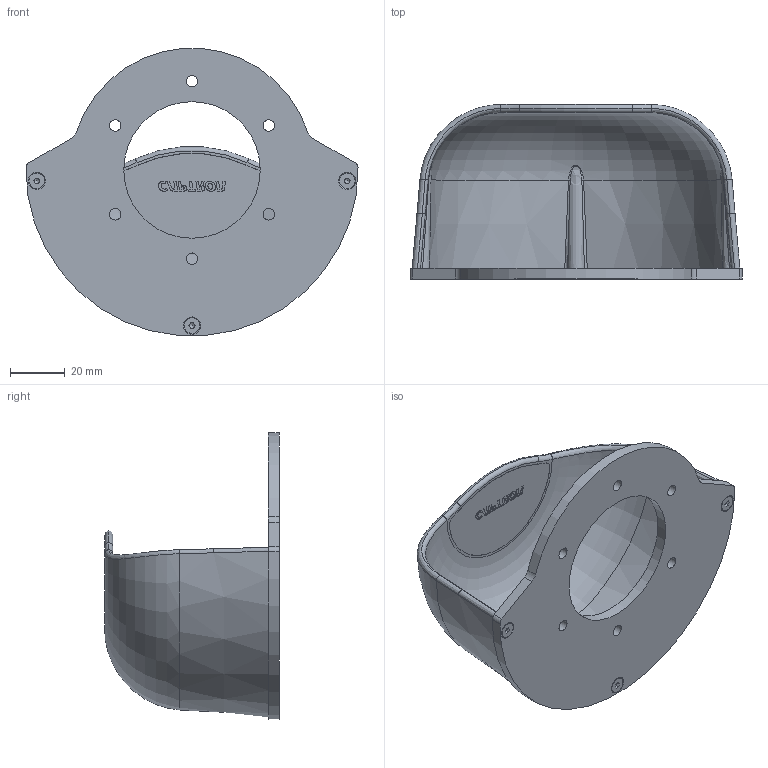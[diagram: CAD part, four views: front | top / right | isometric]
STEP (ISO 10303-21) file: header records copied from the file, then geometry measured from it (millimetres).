
FILE_DESCRIPTION (( 'STEP AP203' ), '1' );
FILE_NAME ('CAP004589-00 -A.STEP', '2025-08-04T07:36:39', ( '' ), ( '' ), 'SwSTEP 2.0', 'SolidWorks 2024', '' );
FILE_SCHEMA (( 'CONFIG_CONTROL_DESIGN' ));
Length unit declared in the file: millimetre
Products named in the file (4): socket countersunk head screw_din_DIN 7991 - M3 x 8 --- 4.8N; CAP003563-00_SCP3-P01 (CAPTRON); CAP004589-00 -A; CAP003562-00
Assembly tree (5 placements, depth 2):
  CAP004589-00 -A
    CAP003562-00
    CAP003563-00_SCP3-P01 (CAPTRON)
    socket countersunk head screw_din_DIN 7991 - M3 x 8 --- 4.8N  x3
Bounding box: 121.59 x 64.05 x 105.03 mm (x, y, z)
Volume: 69505.6 mm3; surface area: 45332.6 mm2
Topology: 6 solids, 6 shells, 409 faces, 1040 edges, 675 vertices
Faces by surface type: plane 199, bspline 135, cone 38, cylinder 26, torus 11
Full cylindrical faces by diameter (mm): 3 x3, 3.5 x3, 4.2 x6, 5.7 x3, 50 x1
Entity records: 18945 total; most frequent: CARTESIAN_POINT 10414, ORIENTED_EDGE 1840, DIRECTION 1264, EDGE_CURVE 920, VERTEX_POINT 618, VECTOR 512, LINE 512, EDGE_LOOP 450
